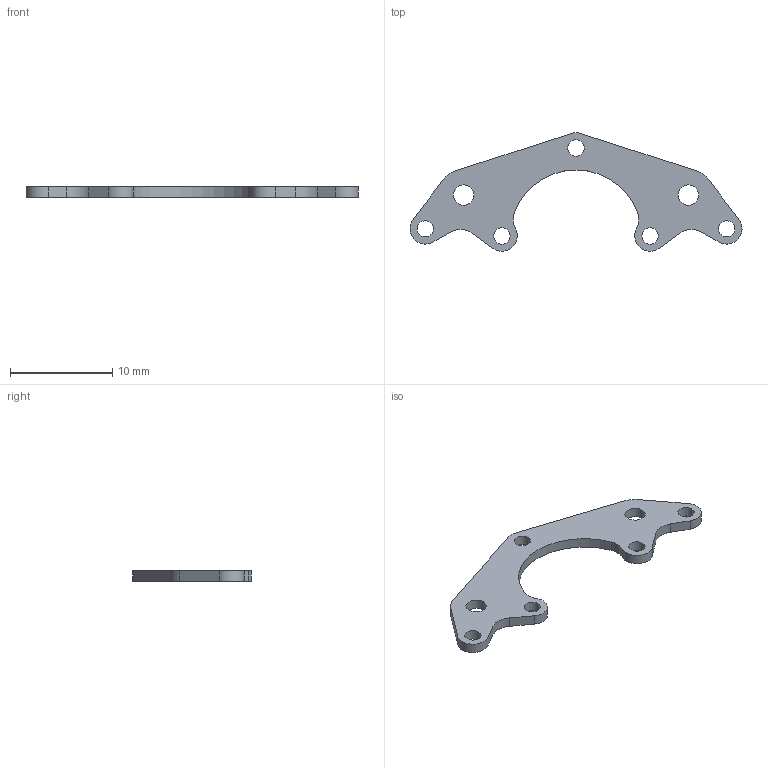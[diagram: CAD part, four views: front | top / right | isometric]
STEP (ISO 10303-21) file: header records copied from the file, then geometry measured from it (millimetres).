
FILE_DESCRIPTION(/* description */ (''),/* implementation_level */ '2;1');
FILE_NAME(/* name */ 'sensorbase.stp',/* time_stamp */ '2025-02-08T20:09:06+09:00',/* author */ ('IshiiLabHonda'),/* organization */ (''),/* preprocessor_version */ 'ST-DEVELOPER v19.2',/* originating_system */ 'Autodesk Inventor 2023',/* authorisation */ '');
FILE_SCHEMA (('AUTOMOTIVE_DESIGN { 1 0 10303 214 3 1 1 }'));
Length unit declared in the file: millimetre
Products named in the file (1): sensorbase
Bounding box: 32.5 x 11.6 x 1 mm (x, y, z)
Volume: 159.7 mm3; surface area: 443.2 mm2
Topology: 1 solids, 1 shells, 29 faces, 260 edges, 414 vertices
Faces by surface type: cylinder 19, plane 10
Full cylindrical faces by diameter (mm): 1.6 x5, 2 x2
Entity records: 1982 total; most frequent: CARTESIAN_POINT 525, DIRECTION 325, STYLED_ITEM 180, ORIENTED_EDGE 162, AXIS2_PLACEMENT_3D 141, CIRCLE 111, POLYLINE 106, EDGE_CURVE 81
